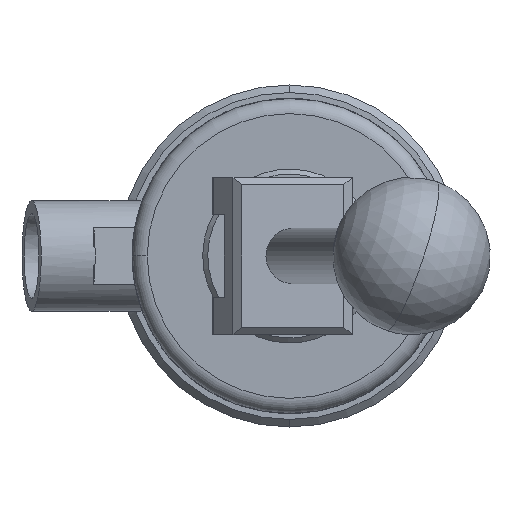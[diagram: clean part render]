
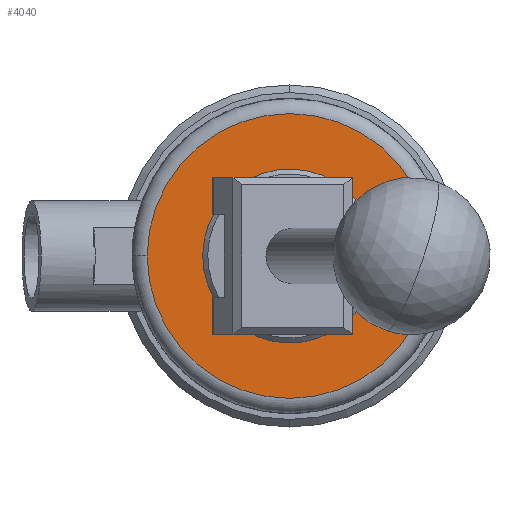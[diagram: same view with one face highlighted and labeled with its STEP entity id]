
A CAD part, front view. The second image highlights one B-rep face of the part: STEP entity #4040.
In plain terms, the highlighted planar face has unit normal (0, -1, 0).
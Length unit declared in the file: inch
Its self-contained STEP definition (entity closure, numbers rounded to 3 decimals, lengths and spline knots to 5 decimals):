
#159 = CARTESIAN_POINT ( 'NONE',  ( 0., 0., 0. ) ) ;
#633 = AXIS2_PLACEMENT_3D ( 'NONE', #8976, #6952, #8202 ) ;
#752 = VERTEX_POINT ( 'NONE', #9444 ) ;
#871 = EDGE_LOOP ( 'NONE', ( #5037, #9960 ) ) ;
#1600 = VERTEX_POINT ( 'NONE', #5144 ) ;
#2410 = DIRECTION ( 'NONE',  ( 0., -1., 0. ) ) ;
#2641 = VERTEX_POINT ( 'NONE', #13560 ) ;
#2991 = AXIS2_PLACEMENT_3D ( 'NONE', #10008, #15195, #12639 ) ;
#3899 = ORIENTED_EDGE ( 'NONE', *, *, #10280, .F. ) ;
#4040 = ADVANCED_FACE ( 'NONE', ( #7441, #12609 ), #6159, .T. ) ;
#5037 = ORIENTED_EDGE ( 'NONE', *, *, #6528, .T. ) ;
#5144 = CARTESIAN_POINT ( 'NONE',  ( -0.348, 0., 0. ) ) ;
#5318 = DIRECTION ( 'NONE',  ( 1., 0., 0. ) ) ;
#5388 = DIRECTION ( 'NONE',  ( 1., 0., 0. ) ) ;
#5498 = AXIS2_PLACEMENT_3D ( 'NONE', #14011, #2410, #8589 ) ;
#6159 = PLANE ( 'NONE',  #14943 ) ;
#6334 = CARTESIAN_POINT ( 'NONE',  ( 0., 0., -0.348 ) ) ;
#6528 = EDGE_CURVE ( 'NONE', #2641, #12657, #12822, .T. ) ;
#6952 = DIRECTION ( 'NONE',  ( 0., -1., 0. ) ) ;
#7441 = FACE_OUTER_BOUND ( 'NONE', #871, .T. ) ;
#7487 = CARTESIAN_POINT ( 'NONE',  ( -1.13, 0., 0. ) ) ;
#7511 = EDGE_CURVE ( 'NONE', #12657, #2641, #8491, .T. ) ;
#7863 = DIRECTION ( 'NONE',  ( 0., -1., 0. ) ) ;
#8202 = DIRECTION ( 'NONE',  ( 1., 0., 0. ) ) ;
#8491 = CIRCLE ( 'NONE', #633, 1.13 ) ;
#8589 = DIRECTION ( 'NONE',  ( 1., 0., 0. ) ) ;
#8976 = CARTESIAN_POINT ( 'NONE',  ( 0., 0., 0. ) ) ;
#9444 = CARTESIAN_POINT ( 'NONE',  ( 0.348, 0., 0. ) ) ;
#9960 = ORIENTED_EDGE ( 'NONE', *, *, #7511, .T. ) ;
#10008 = CARTESIAN_POINT ( 'NONE',  ( 0., 0., 0. ) ) ;
#10280 = EDGE_CURVE ( 'NONE', #1600, #752, #15922, .T. ) ;
#10295 = CIRCLE ( 'NONE', #2991, 0.348 ) ;
#10391 = DIRECTION ( 'NONE',  ( 0., -1., 0. ) ) ;
#10783 = AXIS2_PLACEMENT_3D ( 'NONE', #159, #7863, #5318 ) ;
#12609 = FACE_BOUND ( 'NONE', #15361, .T. ) ;
#12639 = DIRECTION ( 'NONE',  ( 1., 0., 0. ) ) ;
#12657 = VERTEX_POINT ( 'NONE', #7487 ) ;
#12822 = CIRCLE ( 'NONE', #5498, 1.13 ) ;
#13560 = CARTESIAN_POINT ( 'NONE',  ( 1.13, 0., 0. ) ) ;
#14011 = CARTESIAN_POINT ( 'NONE',  ( 0., 0., 0. ) ) ;
#14943 = AXIS2_PLACEMENT_3D ( 'NONE', #6334, #10391, #5388 ) ;
#15195 = DIRECTION ( 'NONE',  ( 0., -1., 0. ) ) ;
#15263 = ORIENTED_EDGE ( 'NONE', *, *, #16712, .F. ) ;
#15361 = EDGE_LOOP ( 'NONE', ( #15263, #3899 ) ) ;
#15922 = CIRCLE ( 'NONE', #10783, 0.348 ) ;
#16712 = EDGE_CURVE ( 'NONE', #752, #1600, #10295, .T. ) ;
